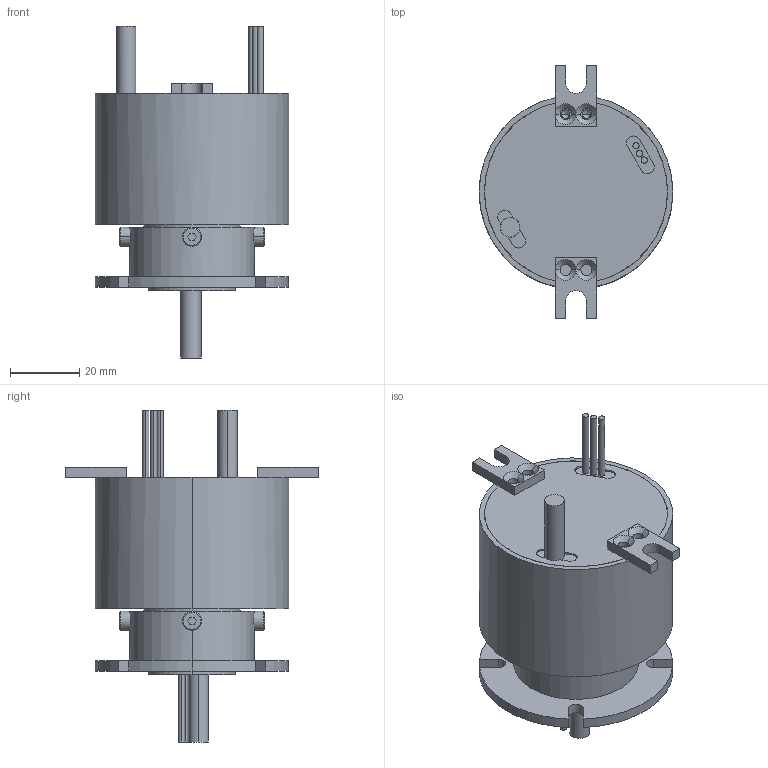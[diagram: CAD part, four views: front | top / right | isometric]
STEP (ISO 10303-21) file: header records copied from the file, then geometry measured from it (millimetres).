
FILE_DESCRIPTION (( 'STEP AP203' ), '1' );
FILE_NAME ('RZ056-P0310-S03.STEP', '2020-07-16T07:17:15', ( 'gongcheng1' ), ( '' ), 'SwSTEP 2.0', 'SolidWorks 2014', '' );
FILE_SCHEMA (( 'CONFIG_CONTROL_DESIGN' ));
Length unit declared in the file: millimetre
Products named in the file (1): RZ056-P0310-S03
Bounding box: 56 x 73 x 96 mm (x, y, z)
Volume: 118284.5 mm3; surface area: 23384.4 mm2
Topology: 1 solids, 1 shells, 188 faces, 455 edges, 284 vertices
Faces by surface type: plane 95, cylinder 73, cone 20
Entity records: 5768 total; most frequent: CARTESIAN_POINT 1184, DIRECTION 989, ORIENTED_EDGE 902, EDGE_CURVE 451, AXIS2_PLACEMENT_3D 361, VERTEX_POINT 284, VECTOR 267, LINE 267
